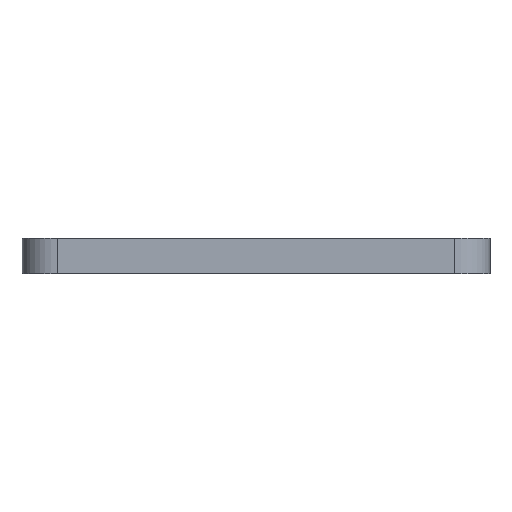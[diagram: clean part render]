
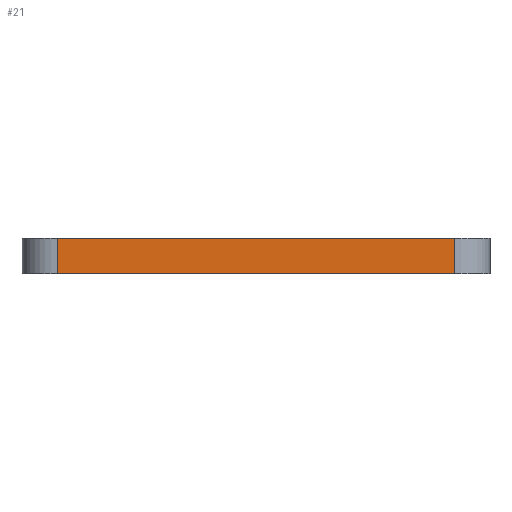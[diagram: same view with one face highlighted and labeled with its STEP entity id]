
A CAD part, left-side view. The second image highlights one B-rep face of the part: STEP entity #21.
In plain terms, the highlighted planar face has unit normal (-1, 0, 0).
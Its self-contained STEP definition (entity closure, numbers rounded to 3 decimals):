
#21 = ADVANCED_FACE ( 'NONE', ( #1030 ), #213, .F. ) ;
#34 = CARTESIAN_POINT ( 'NONE',  ( -50., -20., 3. ) ) ;
#43 = CARTESIAN_POINT ( 'NONE',  ( -50., -20., 3. ) ) ;
#63 = ORIENTED_EDGE ( 'NONE', *, *, #713, .F. ) ;
#115 = DIRECTION ( 'NONE',  ( 1., 0., 0. ) ) ;
#213 = PLANE ( 'NONE',  #1038 ) ;
#217 = VECTOR ( 'NONE', #420, 1000. ) ;
#237 = VERTEX_POINT ( 'NONE', #963 ) ;
#265 = ORIENTED_EDGE ( 'NONE', *, *, #1043, .T. ) ;
#268 = CARTESIAN_POINT ( 'NONE',  ( -50., -17., 0. ) ) ;
#294 = DIRECTION ( 'NONE',  ( 0., 0., -1. ) ) ;
#312 = DIRECTION ( 'NONE',  ( 0., 0., 1. ) ) ;
#402 = VERTEX_POINT ( 'NONE', #483 ) ;
#405 = LINE ( 'NONE', #485, #927 ) ;
#420 = DIRECTION ( 'NONE',  ( 0., -1., 0. ) ) ;
#438 = LINE ( 'NONE', #43, #217 ) ;
#483 = CARTESIAN_POINT ( 'NONE',  ( -50., 17., 3. ) ) ;
#485 = CARTESIAN_POINT ( 'NONE',  ( -50., -17., 3. ) ) ;
#539 = CARTESIAN_POINT ( 'NONE',  ( -50., 17., 3. ) ) ;
#581 = DIRECTION ( 'NONE',  ( 0., -1., 0. ) ) ;
#589 = LINE ( 'NONE', #1031, #603 ) ;
#603 = VECTOR ( 'NONE', #581, 1000. ) ;
#691 = EDGE_LOOP ( 'NONE', ( #63, #1123, #265, #781 ) ) ;
#713 = EDGE_CURVE ( 'NONE', #402, #237, #438, .T. ) ;
#770 = EDGE_CURVE ( 'NONE', #402, #931, #1157, .T. ) ;
#777 = VECTOR ( 'NONE', #898, 1000. ) ;
#781 = ORIENTED_EDGE ( 'NONE', *, *, #995, .T. ) ;
#898 = DIRECTION ( 'NONE',  ( 0., 0., -1. ) ) ;
#912 = VERTEX_POINT ( 'NONE', #268 ) ;
#926 = CARTESIAN_POINT ( 'NONE',  ( -50., 17., 0. ) ) ;
#927 = VECTOR ( 'NONE', #312, 1000. ) ;
#931 = VERTEX_POINT ( 'NONE', #926 ) ;
#963 = CARTESIAN_POINT ( 'NONE',  ( -50., -17., 3. ) ) ;
#995 = EDGE_CURVE ( 'NONE', #912, #237, #405, .T. ) ;
#1030 = FACE_OUTER_BOUND ( 'NONE', #691, .T. ) ;
#1031 = CARTESIAN_POINT ( 'NONE',  ( -50., -20., 0. ) ) ;
#1038 = AXIS2_PLACEMENT_3D ( 'NONE', #34, #115, #294 ) ;
#1043 = EDGE_CURVE ( 'NONE', #931, #912, #589, .T. ) ;
#1123 = ORIENTED_EDGE ( 'NONE', *, *, #770, .T. ) ;
#1157 = LINE ( 'NONE', #539, #777 ) ;
